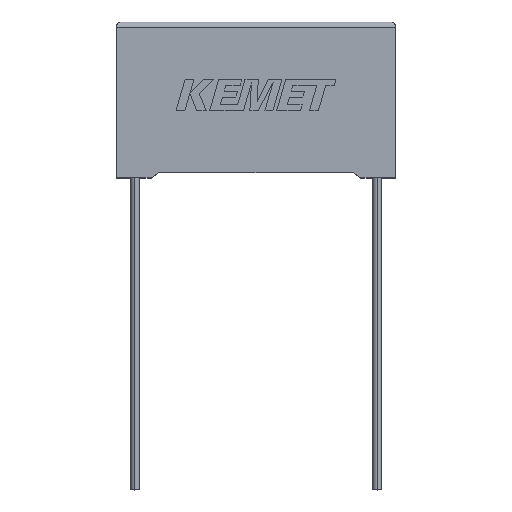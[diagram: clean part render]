
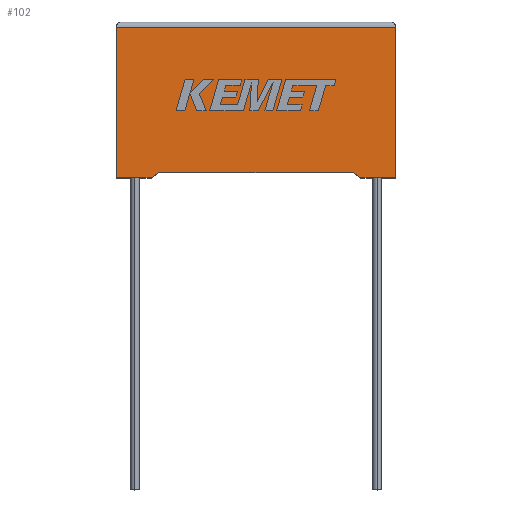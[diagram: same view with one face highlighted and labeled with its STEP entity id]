
A CAD part, top view. The second image highlights one B-rep face of the part: STEP entity #102.
In plain terms, the highlighted planar face has unit normal (0, 0, 1).
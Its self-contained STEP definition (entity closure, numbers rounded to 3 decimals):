
#102=ADVANCED_FACE('',(#191),#192,.F.);
#191=FACE_OUTER_BOUND('',#363,.T.);
#192=PLANE('',#364);
#363=EDGE_LOOP('',(#554,#555,#556,#557,#558,#559,#560,#561));
#364=AXIS2_PLACEMENT_3D('',#562,#563,#564);
#554=ORIENTED_EDGE('',*,*,#1242,.T.);
#555=ORIENTED_EDGE('',*,*,#1243,.T.);
#556=ORIENTED_EDGE('',*,*,#1244,.T.);
#557=ORIENTED_EDGE('',*,*,#1245,.T.);
#558=ORIENTED_EDGE('',*,*,#1246,.F.);
#559=ORIENTED_EDGE('',*,*,#1247,.F.);
#560=ORIENTED_EDGE('',*,*,#1248,.T.);
#561=ORIENTED_EDGE('',*,*,#1237,.T.);
#562=CARTESIAN_POINT('',(0.0,0.0,6.5));
#563=DIRECTION('',(0.0,0.0,-1.0));
#564=DIRECTION('',(0.0,-1.0,0.0));
#1237=EDGE_CURVE('',#1470,#1468,#1471,.T.);
#1242=EDGE_CURVE('',#1468,#1479,#1480,.T.);
#1243=EDGE_CURVE('',#1479,#1481,#1482,.T.);
#1244=EDGE_CURVE('',#1481,#1483,#1484,.T.);
#1245=EDGE_CURVE('',#1483,#1485,#1486,.T.);
#1246=EDGE_CURVE('',#1487,#1485,#1488,.T.);
#1247=EDGE_CURVE('',#1489,#1487,#1490,.T.);
#1248=EDGE_CURVE('',#1489,#1470,#1491,.T.);
#1468=VERTEX_POINT('',#1841);
#1470=VERTEX_POINT('',#1844);
#1471=LINE('',#1845,#1846);
#1479=VERTEX_POINT('',#1858);
#1480=LINE('',#1859,#1860);
#1481=VERTEX_POINT('',#1861);
#1482=LINE('',#1862,#1863);
#1483=VERTEX_POINT('',#1864);
#1484=LINE('',#1865,#1866);
#1485=VERTEX_POINT('',#1867);
#1486=LINE('',#1868,#1869);
#1487=VERTEX_POINT('',#1870);
#1488=LINE('',#1871,#1872);
#1489=VERTEX_POINT('',#1873);
#1490=LINE('',#1874,#1875);
#1491=LINE('',#1876,#1877);
#1841=CARTESIAN_POINT('',(26.0,0.0,6.5));
#1844=CARTESIAN_POINT('',(22.75,0.,6.5));
#1845=CARTESIAN_POINT('',(0.0,0.0,6.5));
#1846=VECTOR('',#2449,1000.0);
#1858=CARTESIAN_POINT('',(26.0,14.0,6.5));
#1859=CARTESIAN_POINT('',(26.0,0.0,6.5));
#1860=VECTOR('',#2454,1000.0);
#1861=CARTESIAN_POINT('',(0.0,14.0,6.5));
#1862=CARTESIAN_POINT('',(0.0,14.0,6.5));
#1863=VECTOR('',#2455,1000.0);
#1864=CARTESIAN_POINT('',(0.0,0.0,6.5));
#1865=CARTESIAN_POINT('',(0.0,0.0,6.5));
#1866=VECTOR('',#2456,1000.0);
#1867=CARTESIAN_POINT('',(3.25,0.,6.5));
#1868=CARTESIAN_POINT('',(0.0,0.0,6.5));
#1869=VECTOR('',#2457,1000.0);
#1870=CARTESIAN_POINT('',(3.972,0.5,6.5));
#1871=CARTESIAN_POINT('',(3.25,0.,6.5));
#1872=VECTOR('',#2458,1000.0);
#1873=CARTESIAN_POINT('',(22.028,0.5,6.5));
#1874=CARTESIAN_POINT('',(13.0,0.5,6.5));
#1875=VECTOR('',#2459,1000.0);
#1876=CARTESIAN_POINT('',(22.75,0.,6.5));
#1877=VECTOR('',#2460,1000.0);
#2449=DIRECTION('',(1.0,0.0,0.0));
#2454=DIRECTION('',(0.0,1.0,0.0));
#2455=DIRECTION('',(-1.0,0.0,0.0));
#2456=DIRECTION('',(-0.0,-1.0,-0.0));
#2457=DIRECTION('',(1.0,0.0,0.0));
#2458=DIRECTION('',(-0.822,-0.569,-0.0));
#2459=DIRECTION('',(-1.0,0.,0.0));
#2460=DIRECTION('',(0.822,-0.569,-0.0));
